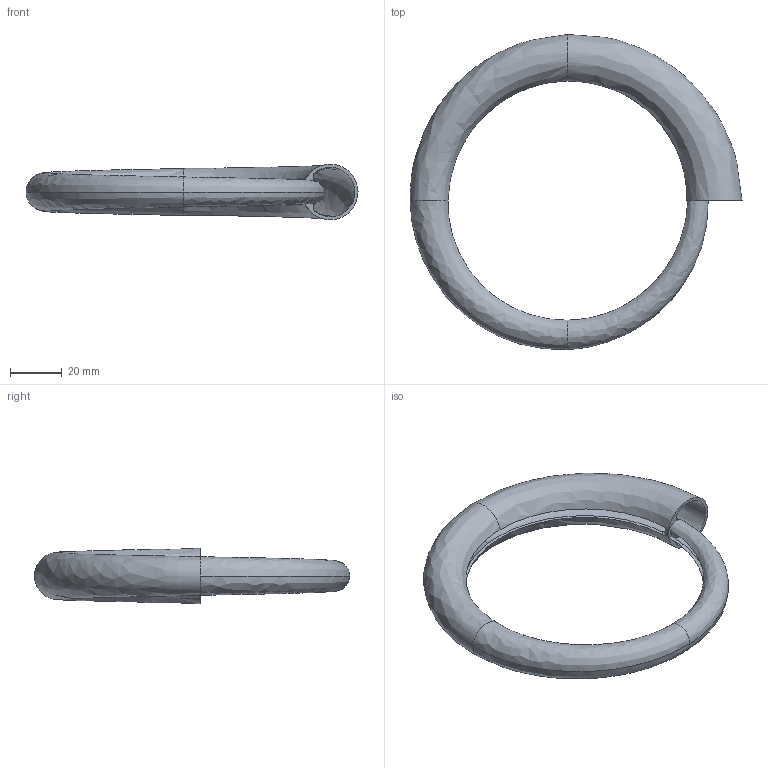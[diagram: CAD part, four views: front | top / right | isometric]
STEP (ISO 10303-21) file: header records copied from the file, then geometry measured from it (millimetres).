
FILE_DESCRIPTION(/* description */ (''),/* implementation_level */ '2;1');
FILE_NAME(/* name */ 'Turbine housing with cut.step',/* time_stamp */ '2020-04-09T14:33:21-04:00',/* author */ (''),/* organization */ (''),/* preprocessor_version */ 'ST-DEVELOPER v18',/* originating_system */ 'Autodesk Translation Framework v8.12.0.6',/* authorisation */ '');
FILE_SCHEMA (('AUTOMOTIVE_DESIGN { 1 0 10303 214 3 1 1 }'));
Length unit declared in the file: millimetre
Products named in the file (1): Turbine housing
Bounding box: 127.9 x 121.4 x 21.4 mm (x, y, z)
Volume: 16376.9 mm3; surface area: 27763.9 mm2
Topology: 1 solids, 1 shells, 23 faces, 86 edges, 57 vertices
Faces by surface type: bspline 13, plane 4, sphere 3, torus 2, cylinder 1
Entity records: 3573 total; most frequent: CARTESIAN_POINT 2943, ORIENTED_EDGE 164, EDGE_CURVE 82, DIRECTION 76, VERTEX_POINT 57, B_SPLINE_CURVE_WITH_KNOTS 53, AXIS2_PLACEMENT_3D 36, CIRCLE 25
